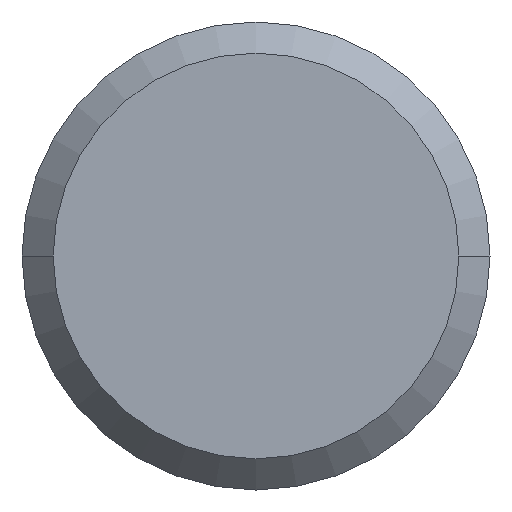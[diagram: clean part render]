
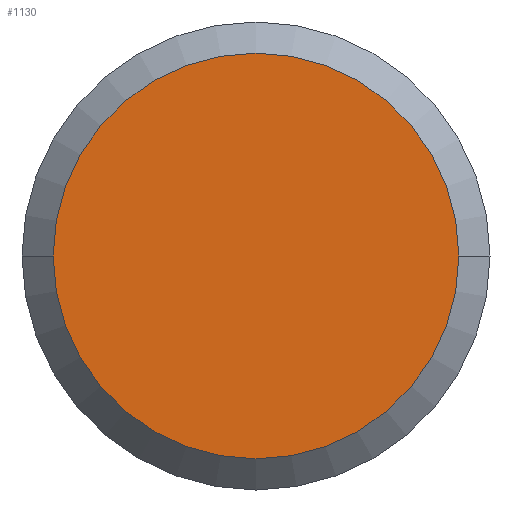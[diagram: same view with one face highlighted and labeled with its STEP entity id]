
A CAD part, front view. The second image highlights one B-rep face of the part: STEP entity #1130.
In plain terms, the highlighted planar face has unit normal (0, -1, 0).
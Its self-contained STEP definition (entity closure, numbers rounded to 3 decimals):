
#53=CARTESIAN_POINT('',(0.,-64.,0.));
#54=DIRECTION('',(0.,1.,0.));
#55=DIRECTION('',(-1.,0.,0.));
#56=AXIS2_PLACEMENT_3D('',#53,#54,#55);
#61=CARTESIAN_POINT('',(0.,-64.,0.));
#62=DIRECTION('',(0.,-1.,0.));
#63=DIRECTION('',(-1.,0.,0.));
#64=AXIS2_PLACEMENT_3D('',#61,#62,#63);
#1003=CARTESIAN_POINT('',(-5.2,-64.,0.));
#1005=VERTEX_POINT('',#1003);
#1007=CARTESIAN_POINT('',(5.2,-64.,0.));
#1009=VERTEX_POINT('',#1007);
#1119=CARTESIAN_POINT('',(0.,-64.,0.));
#1120=DIRECTION('',(0.,-1.,0.));
#1121=DIRECTION('',(1.,0.,0.));
#1122=AXIS2_PLACEMENT_3D('',#1119,#1120,#1121);
#1123=PLANE('',#1122);
#1125=ORIENTED_EDGE('',*,*,#1124,.T.);
#1127=ORIENTED_EDGE('',*,*,#1126,.F.);
#1128=EDGE_LOOP('',(#1125,#1127));
#1129=FACE_OUTER_BOUND('',#1128,.F.);
#1130=ADVANCED_FACE('',(#1129),#1123,.T.);
#57=CIRCLE('',#56,5.2);
#65=CIRCLE('',#64,5.2);
#1124=EDGE_CURVE('',#1005,#1009,#57,.T.);
#1126=EDGE_CURVE('',#1005,#1009,#65,.T.);
